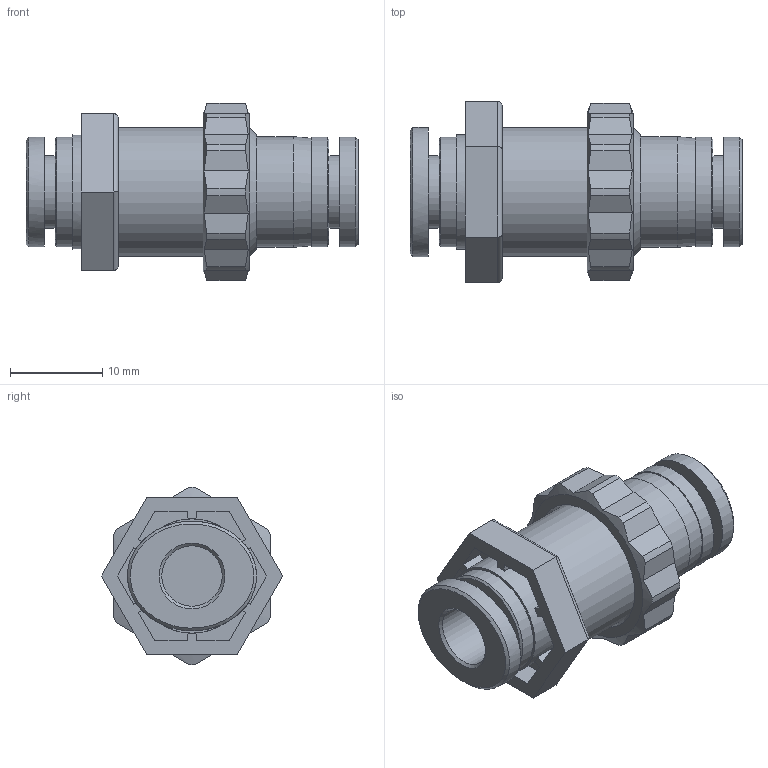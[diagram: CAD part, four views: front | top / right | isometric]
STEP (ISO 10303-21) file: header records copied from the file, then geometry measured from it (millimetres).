
FILE_DESCRIPTION((''),'2;1');
FILE_NAME('PPM 1_4.stp','2016-10-17T14:55:02',('Administrator'),(''),'Autodesk Inventor 2013','Autodesk Inventor 2013','');
FILE_SCHEMA(('CONFIG_CONTROL_DESIGN'));
Length unit declared in the file: millimetre
Products named in the file (5): PPM 1_4; NPM BODY 1_4; PPM NUT 06; SLEEVE N1_4L; SLEEVE N1_4R-L
Assembly tree (4 placements, depth 2):
  PPM 1_4
    NPM BODY 1_4
    PPM NUT 06
    SLEEVE N1_4L
    SLEEVE N1_4R-L
Bounding box: 36 x 19.63 x 19.2 mm (x, y, z)
Volume: 4451.5 mm3; surface area: 4178.1 mm2
Topology: 4 solids, 4 shells, 121 faces, 296 edges, 192 vertices
Faces by surface type: plane 77, cylinder 31, cone 11, bspline 2
Full cylindrical faces by diameter (mm): 6.55 x4, 7.9 x2, 11.9 x3, 12 x1, 12.4 x1, 13 x1, 14 x1
Entity records: 3582 total; most frequent: CARTESIAN_POINT 781, DIRECTION 553, ORIENTED_EDGE 536, EDGE_CURVE 268, AXIS2_PLACEMENT_3D 207, VERTEX_POINT 189, EDGE_LOOP 161, VECTOR 139
